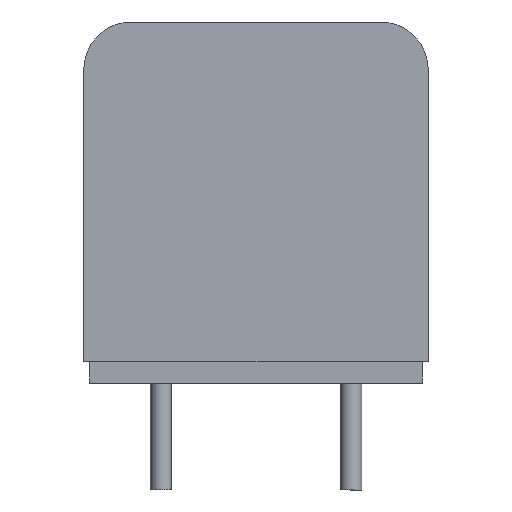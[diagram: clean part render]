
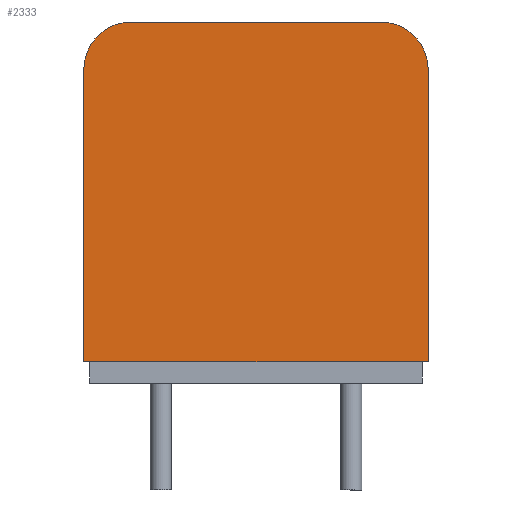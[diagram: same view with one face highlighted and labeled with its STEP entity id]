
A CAD part, left-side view. The second image highlights one B-rep face of the part: STEP entity #2333.
In plain terms, the highlighted planar face has unit normal (-1, 0, 0).
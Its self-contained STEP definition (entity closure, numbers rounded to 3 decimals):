
#234=CIRCLE('',#3214,2.);
#236=CIRCLE('',#3218,2.);
#874=ORIENTED_EDGE('',*,*,#1189,.T.);
#875=ORIENTED_EDGE('',*,*,#1193,.T.);
#876=ORIENTED_EDGE('',*,*,#1196,.T.);
#877=ORIENTED_EDGE('',*,*,#1199,.T.);
#878=ORIENTED_EDGE('',*,*,#1202,.T.);
#879=ORIENTED_EDGE('',*,*,#1205,.T.);
#1189=EDGE_CURVE('',#1417,#1418,#1582,.T.);
#1193=EDGE_CURVE('',#1418,#1421,#1586,.T.);
#1196=EDGE_CURVE('',#1421,#1423,#234,.T.);
#1199=EDGE_CURVE('',#1423,#1425,#1590,.T.);
#1202=EDGE_CURVE('',#1425,#1427,#236,.T.);
#1205=EDGE_CURVE('',#1427,#1417,#1594,.T.);
#1417=VERTEX_POINT('',#5337);
#1418=VERTEX_POINT('',#5338);
#1421=VERTEX_POINT('',#5346);
#1423=VERTEX_POINT('',#5352);
#1425=VERTEX_POINT('',#5358);
#1427=VERTEX_POINT('',#5364);
#1582=LINE('',#5336,#1747);
#1586=LINE('',#5345,#1751);
#1590=LINE('',#5357,#1755);
#1594=LINE('',#5369,#1759);
#1747=VECTOR('',#3665,1000.);
#1751=VECTOR('',#3671,1000.);
#1755=VECTOR('',#3683,1000.);
#1759=VECTOR('',#3695,1000.);
#1923=EDGE_LOOP('',(#874,#875,#876,#877,#878,#879));
#2092=FACE_BOUND('',#1923,.T.);
#2199=PLANE('',#3222);
#2333=ADVANCED_FACE('',(#2092),#2199,.T.);
#3214=AXIS2_PLACEMENT_3D('',#5351,#3676,#3677);
#3218=AXIS2_PLACEMENT_3D('',#5363,#3688,#3689);
#3222=AXIS2_PLACEMENT_3D('',#5372,#3699,#3700);
#3665=DIRECTION('',(0.,-1.,0.));
#3671=DIRECTION('',(0.,0.,1.));
#3676=DIRECTION('',(-1.,0.,0.));
#3677=DIRECTION('',(0.,1.,0.));
#3683=DIRECTION('',(0.,1.,0.));
#3688=DIRECTION('',(-1.,0.,0.));
#3689=DIRECTION('',(0.,-1.,0.));
#3695=DIRECTION('',(0.,0.,-1.));
#3699=DIRECTION('',(-1.,0.,0.));
#3700=DIRECTION('',(0.,0.,1.));
#5336=CARTESIAN_POINT('',(-10.5,7.25,5.4));
#5337=CARTESIAN_POINT('',(-10.5,7.25,5.4));
#5338=CARTESIAN_POINT('',(-10.5,-7.25,5.4));
#5345=CARTESIAN_POINT('',(-10.5,-7.25,5.4));
#5346=CARTESIAN_POINT('',(-10.5,-7.25,17.7));
#5351=CARTESIAN_POINT('',(-10.5,-5.25,17.7));
#5352=CARTESIAN_POINT('',(-10.5,-5.25,19.7));
#5357=CARTESIAN_POINT('',(-10.5,-5.25,19.7));
#5358=CARTESIAN_POINT('',(-10.5,5.25,19.7));
#5363=CARTESIAN_POINT('',(-10.5,5.25,17.7));
#5364=CARTESIAN_POINT('',(-10.5,7.25,17.7));
#5369=CARTESIAN_POINT('',(-10.5,7.25,17.7));
#5372=CARTESIAN_POINT('',(-10.5,-5.25,17.7));
